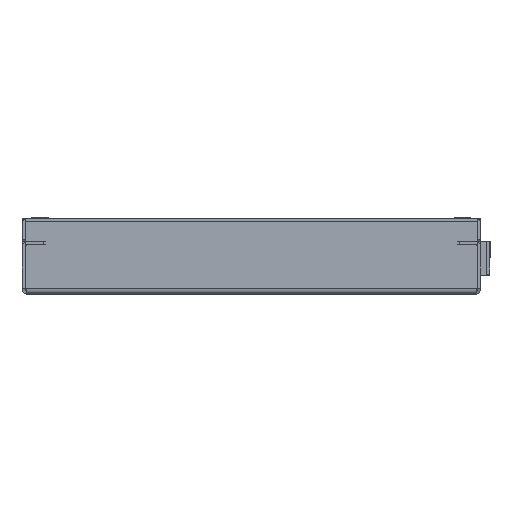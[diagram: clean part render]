
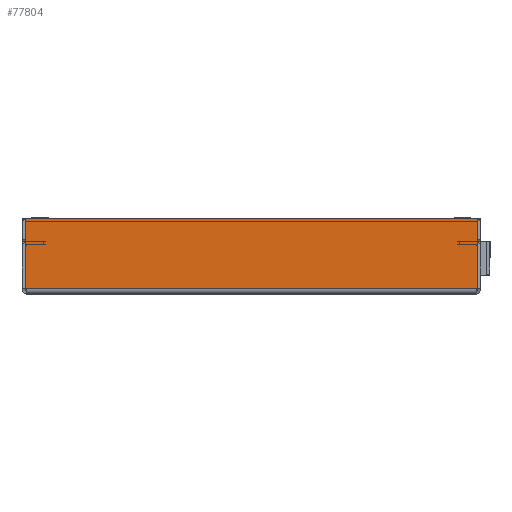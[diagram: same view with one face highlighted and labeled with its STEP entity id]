
A CAD part, left-side view. The second image highlights one B-rep face of the part: STEP entity #77804.
In plain terms, the highlighted planar face has unit normal (-1, 0, 0).
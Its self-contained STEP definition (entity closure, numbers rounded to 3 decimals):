
#77707=CARTESIAN_POINT('',(0.,148.929,24.5));
#77708=VERTEX_POINT('',#77707);
#77715=CARTESIAN_POINT('',(0.,148.429,25.0));
#77716=VERTEX_POINT('',#77715);
#77717=CARTESIAN_POINT('',(0.,148.429,24.5));
#77718=DIRECTION('',(1.0,0.,0.));
#77719=DIRECTION('',(0.,0.707,0.707));
#77720=AXIS2_PLACEMENT_3D('',#77717,#77718,#77719);
#77721=CIRCLE('',#77720,0.5);
#77722=EDGE_CURVE('',#77708,#77716,#77721,.T.);
#77739=CARTESIAN_POINT('',(0.,1.571,25.0));
#77740=VERTEX_POINT('',#77739);
#77741=CARTESIAN_POINT('',(0.,1.571,25.0));
#77742=DIRECTION('',(0.0,1.0,0.0));
#77743=VECTOR('',#77742,146.859);
#77744=LINE('',#77741,#77743);
#77745=EDGE_CURVE('',#77740,#77716,#77744,.T.);
#77764=CARTESIAN_POINT('',(0.,75.,12.425));
#77765=DIRECTION('',(1.0,0.0,0.0));
#77766=DIRECTION('',(0.0,0.0,-1.0));
#77767=AXIS2_PLACEMENT_3D('',#77764,#77765,#77766);
#77768=PLANE('',#77767);
#77769=ORIENTED_EDGE('',*,*,#77722,.F.);
#77770=CARTESIAN_POINT('',(0.,148.929,2.));
#77771=VERTEX_POINT('',#77770);
#77772=CARTESIAN_POINT('',(0.,148.929,2.));
#77773=DIRECTION('',(0.0,0.0,1.0));
#77774=VECTOR('',#77773,22.5);
#77775=LINE('',#77772,#77774);
#77776=EDGE_CURVE('',#77771,#77708,#77775,.T.);
#77777=ORIENTED_EDGE('',*,*,#77776,.F.);
#77778=CARTESIAN_POINT('',(0.,1.071,2.));
#77779=VERTEX_POINT('',#77778);
#77780=CARTESIAN_POINT('',(0.,148.929,2.));
#77781=DIRECTION('',(0.0,-1.0,0.0));
#77782=VECTOR('',#77781,147.859);
#77783=LINE('',#77780,#77782);
#77784=EDGE_CURVE('',#77771,#77779,#77783,.T.);
#77785=ORIENTED_EDGE('',*,*,#77784,.T.);
#77786=CARTESIAN_POINT('',(0.,1.071,24.5));
#77787=VERTEX_POINT('',#77786);
#77788=CARTESIAN_POINT('',(0.,1.071,2.));
#77789=DIRECTION('',(0.0,0.0,1.0));
#77790=VECTOR('',#77789,22.5);
#77791=LINE('',#77788,#77790);
#77792=EDGE_CURVE('',#77779,#77787,#77791,.T.);
#77793=ORIENTED_EDGE('',*,*,#77792,.T.);
#77794=CARTESIAN_POINT('',(0.,1.571,24.5));
#77795=DIRECTION('',(1.,0.,0.));
#77796=DIRECTION('',(0.,-0.707,0.707));
#77797=AXIS2_PLACEMENT_3D('',#77794,#77795,#77796);
#77798=CIRCLE('',#77797,0.5);
#77799=EDGE_CURVE('',#77740,#77787,#77798,.T.);
#77800=ORIENTED_EDGE('',*,*,#77799,.F.);
#77801=ORIENTED_EDGE('',*,*,#77745,.T.);
#77802=EDGE_LOOP('',(#77769,#77777,#77785,#77793,#77800,#77801));
#77803=FACE_OUTER_BOUND('',#77802,.T.);
#77804=ADVANCED_FACE('',(#77803),#77768,.F.);
